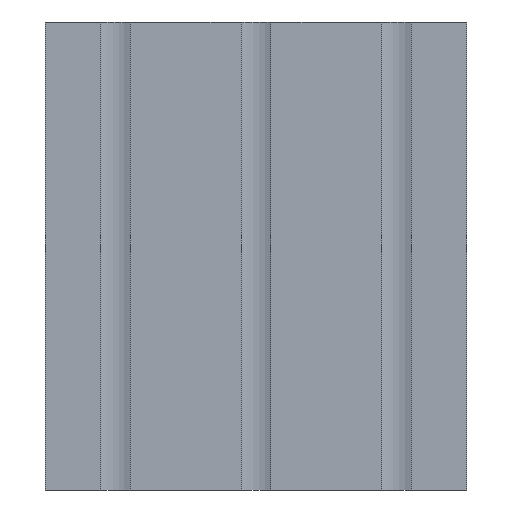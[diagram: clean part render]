
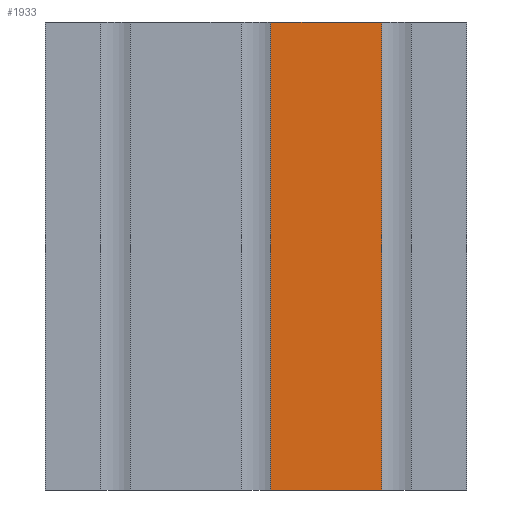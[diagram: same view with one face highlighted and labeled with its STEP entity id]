
A CAD part, front view. The second image highlights one B-rep face of the part: STEP entity #1933.
In plain terms, the highlighted planar face has unit normal (0, -1, 0).
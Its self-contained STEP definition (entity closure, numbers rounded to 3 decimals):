
#1877=CARTESIAN_POINT('',(52.513,-14.163,100.0));
#1878=VERTEX_POINT('',#1877);
#1885=CARTESIAN_POINT('',(52.513,-14.163,0.0));
#1886=VERTEX_POINT('',#1885);
#1887=CARTESIAN_POINT('',(52.513,-14.163,0.0));
#1888=DIRECTION('',(0.0,0.0,1.0));
#1889=VECTOR('',#1888,100.0);
#1890=LINE('',#1887,#1889);
#1891=EDGE_CURVE('',#1886,#1878,#1890,.T.);
#1903=CARTESIAN_POINT('',(52.513,-14.163,0.0));
#1904=DIRECTION('',(0.0,-1.0,0.0));
#1905=DIRECTION('',(0.0,0.0,-1.0));
#1906=AXIS2_PLACEMENT_3D('',#1903,#1904,#1905);
#1907=PLANE('',#1906);
#1908=CARTESIAN_POINT('',(28.813,-14.163,100.0));
#1909=VERTEX_POINT('',#1908);
#1910=CARTESIAN_POINT('',(52.513,-14.163,100.0));
#1911=DIRECTION('',(-1.0,0.0,0.0));
#1912=VECTOR('',#1911,23.7);
#1913=LINE('',#1910,#1912);
#1914=EDGE_CURVE('',#1878,#1909,#1913,.T.);
#1915=ORIENTED_EDGE('',*,*,#1914,.T.);
#1916=CARTESIAN_POINT('',(28.813,-14.163,0.0));
#1917=VERTEX_POINT('',#1916);
#1918=CARTESIAN_POINT('',(28.813,-14.163,0.0));
#1919=DIRECTION('',(0.0,0.0,1.0));
#1920=VECTOR('',#1919,100.0);
#1921=LINE('',#1918,#1920);
#1922=EDGE_CURVE('',#1917,#1909,#1921,.T.);
#1923=ORIENTED_EDGE('',*,*,#1922,.F.);
#1924=CARTESIAN_POINT('',(28.813,-14.163,0.0));
#1925=DIRECTION('',(1.0,0.0,0.0));
#1926=VECTOR('',#1925,23.7);
#1927=LINE('',#1924,#1926);
#1928=EDGE_CURVE('',#1917,#1886,#1927,.T.);
#1929=ORIENTED_EDGE('',*,*,#1928,.T.);
#1930=ORIENTED_EDGE('',*,*,#1891,.T.);
#1931=EDGE_LOOP('',(#1915,#1923,#1929,#1930));
#1932=FACE_OUTER_BOUND('',#1931,.T.);
#1933=ADVANCED_FACE('',(#1932),#1907,.T.);
